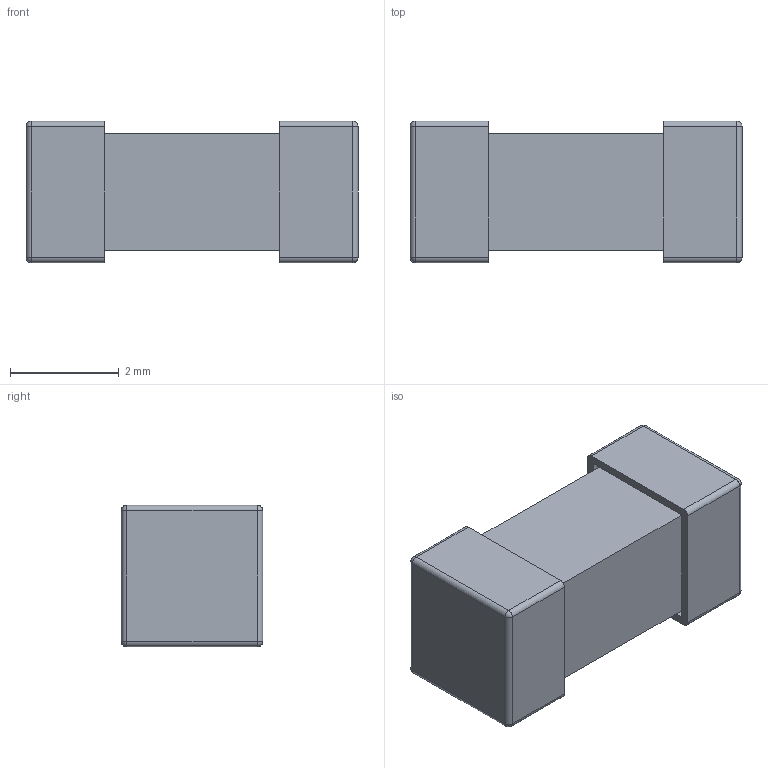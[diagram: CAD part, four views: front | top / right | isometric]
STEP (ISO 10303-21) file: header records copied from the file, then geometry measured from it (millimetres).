
FILE_DESCRIPTION(/* description */ (''),/* implementation_level */ '2;1');
FILE_NAME(/* name */ 'SF-2410.stp',/* time_stamp */ '2018-11-06T17:03:23+08:00',/* author */ ('Kenny_Wei'),/* organization */ (''),/* preprocessor_version */ 'ST-DEVELOPER v16.1',/* originating_system */ 'Autodesk Inventor 2016',/* authorisation */ '');
FILE_SCHEMA (('AUTOMOTIVE_DESIGN { 1 0 10303 214 3 1 1 }'));
Length unit declared in the file: millimetre
Products named in the file (1): SF-2410
Bounding box: 6.1 x 2.6 x 2.6 mm (x, y, z)
Volume: 31.2 mm3; surface area: 136.2 mm2
Topology: 3 solids, 3 shells, 52 faces, 108 edges, 64 vertices
Faces by surface type: plane 28, cylinder 16, sphere 8
Entity records: 1440 total; most frequent: DIRECTION 246, CARTESIAN_POINT 225, ORIENTED_EDGE 216, EDGE_CURVE 108, AXIS2_PLACEMENT_3D 85, LINE 76, VECTOR 76, VERTEX_POINT 64
